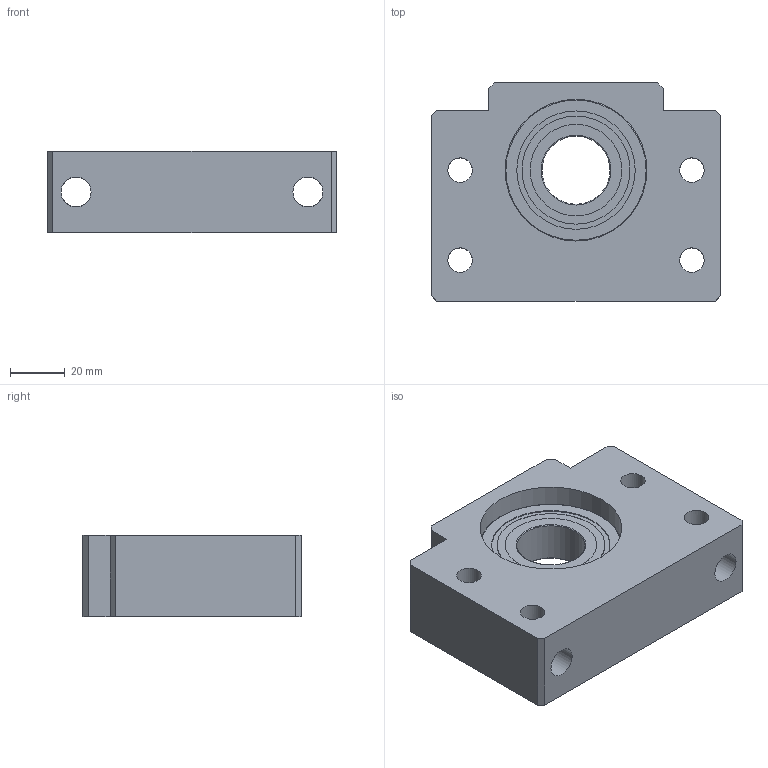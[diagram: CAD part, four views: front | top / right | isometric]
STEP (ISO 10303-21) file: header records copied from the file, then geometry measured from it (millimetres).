
FILE_DESCRIPTION( ( 'STEP AP203' ), ' ' );
FILE_NAME( 'BF_25.stp', '2018-02-07T17:15:26', ( '' ), ( '' ), ' ', 'PARTsolutions', ' ' );
FILE_SCHEMA( ( 'CONFIG_CONTROL_DESIGN' ) );
Length unit declared in the file: millimetre
Products named in the file (3): BF 25; _BF 25 Teil1; _BF 25 Teil2
Assembly tree (2 placements, depth 2):
  BF 25
    _BF 25 Teil1
    _BF 25 Teil2
Bounding box: 106 x 80 x 30 mm (x, y, z)
Volume: 180457.1 mm3; surface area: 40927.5 mm2
Topology: 2 solids, 2 shells, 51 faces, 132 edges, 87 vertices
Faces by surface type: plane 26, cylinder 21, torus 4
Full cylindrical faces by diameter (mm): 9 x8, 11 x2, 17.5 x2, 25 x1, 33.6 x2, 39.6 x2, 43.4 x2, 52 x2
Entity records: 2058 total; most frequent: CARTESIAN_POINT 822, DIRECTION 232, ORIENTED_EDGE 184, EDGE_LOOP 106, AXIS2_PLACEMENT_3D 94, EDGE_CURVE 92, FACE_OUTER_BOUND 76, VERTEX_POINT 76
